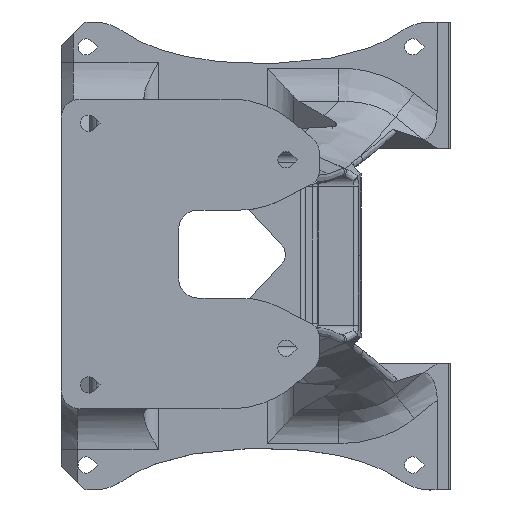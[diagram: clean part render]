
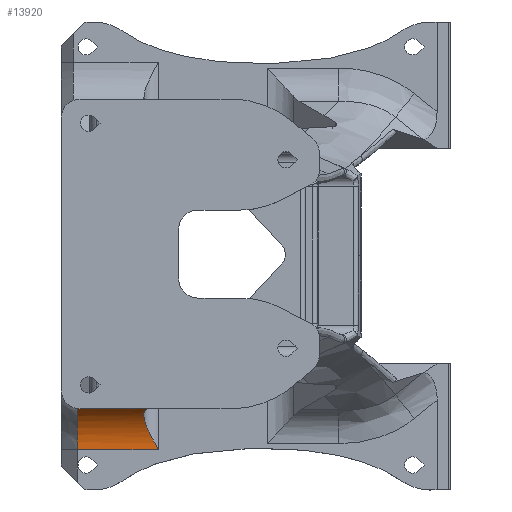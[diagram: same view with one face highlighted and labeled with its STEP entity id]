
A CAD part, top view. The second image highlights one B-rep face of the part: STEP entity #13920.
In plain terms, the highlighted cylindrical face has radius 10.201 mm (diameter 20.401 mm), a partial arc.
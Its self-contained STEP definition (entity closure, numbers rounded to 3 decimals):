
#2879 = EDGE_CURVE ( 'NONE', #8694, #19803, #18166, .T. ) ;
#3085 = CARTESIAN_POINT ( 'NONE',  ( -222.372, 119.235, -392.678 ) ) ;
#3394 = CARTESIAN_POINT ( 'NONE',  ( -221.073, 116.613, -393.518 ) ) ;
#4017 = DIRECTION ( 'NONE',  ( 1., 0., 0. ) ) ;
#4665 = DIRECTION ( 'NONE',  ( -1., 0., 0. ) ) ;
#5275 = AXIS2_PLACEMENT_3D ( 'NONE', #15327, #10494, #5473 ) ;
#5473 = DIRECTION ( 'NONE',  ( 0., 0., 1. ) ) ;
#5519 = CARTESIAN_POINT ( 'NONE',  ( -223.029, 121.094, -391.521 ) ) ;
#5681 = CARTESIAN_POINT ( 'NONE',  ( -222.688, 123.437, -388.95 ) ) ;
#5949 = VECTOR ( 'NONE', #7989, 1000. ) ;
#5997 = CARTESIAN_POINT ( 'NONE',  ( -221.976, 118.376, -393.041 ) ) ;
#6215 = ORIENTED_EDGE ( 'NONE', *, *, #22972, .T. ) ;
#6451 = VERTEX_POINT ( 'NONE', #30514 ) ;
#7952 = CARTESIAN_POINT ( 'NONE',  ( -222.556, 123.555, -388.758 ) ) ;
#7989 = DIRECTION ( 'NONE',  ( 1., 0., 0. ) ) ;
#8106 = CARTESIAN_POINT ( 'NONE',  ( -223.11, 121.482, -391.204 ) ) ;
#8584 = CARTESIAN_POINT ( 'NONE',  ( -220.594, 115.727, -393.636 ) ) ;
#8694 = VERTEX_POINT ( 'NONE', #23523 ) ;
#10494 = DIRECTION ( 'NONE',  ( -1., 0., 0. ) ) ;
#10535 = CARTESIAN_POINT ( 'NONE',  ( -220.105, 114.833, -393.665 ) ) ;
#11945 = CARTESIAN_POINT ( 'NONE',  ( -236.075, 123.919, -388.102 ) ) ;
#12260 = EDGE_CURVE ( 'NONE', #8694, #6451, #21501, .T. ) ;
#12352 = VECTOR ( 'NONE', #4017, 1000. ) ;
#12601 = B_SPLINE_CURVE_WITH_KNOTS ( 'NONE', 3,
 ( #29648, #17323, #24791, #7952, #5681, #16011, #30268, #20703, #20864, #13412, #25907, #28002, #8106, #5519, #15532, #25427, #15847, #28158, #3085, #5997, #13258, #12946, #3394, #8584, #20236, #10535 ),
 .UNSPECIFIED., .F., .F.,
 ( 4, 2, 2, 2, 2, 2, 2, 2, 2, 2, 2, 2, 4 ),
 ( 0., 0.001, 0.002, 0.002, 0.003, 0.004, 0.005, 0.005, 0.006, 0.008, 0.009, 0.011, 0.012 ),
 .UNSPECIFIED. ) ;
#12946 = CARTESIAN_POINT ( 'NONE',  ( -221.307, 117.055, -393.431 ) ) ;
#13258 = CARTESIAN_POINT ( 'NONE',  ( -221.759, 117.937, -393.192 ) ) ;
#13412 = CARTESIAN_POINT ( 'NONE',  ( -223.169, 122.223, -390.5 ) ) ;
#13920 = ADVANCED_FACE ( 'NONE', ( #19388 ), #26367, .F. ) ;
#14040 = DIRECTION ( 'NONE',  ( 0., 0., 1. ) ) ;
#14148 = LINE ( 'NONE', #24038, #5949 ) ;
#15327 = CARTESIAN_POINT ( 'NONE',  ( -237.363, 114.833, -383.464 ) ) ;
#15532 = CARTESIAN_POINT ( 'NONE',  ( -222.977, 120.896, -391.672 ) ) ;
#15797 = ORIENTED_EDGE ( 'NONE', *, *, #12260, .F. ) ;
#15847 = CARTESIAN_POINT ( 'NONE',  ( -222.784, 120.282, -392.091 ) ) ;
#16011 = CARTESIAN_POINT ( 'NONE',  ( -222.899, 123.177, -389.337 ) ) ;
#16796 = CARTESIAN_POINT ( 'NONE',  ( -236.075, 114.833, -383.464 ) ) ;
#17323 = CARTESIAN_POINT ( 'NONE',  ( -222.069, 123.846, -388.245 ) ) ;
#18166 = CIRCLE ( 'NONE', #5275, 10.201 ) ;
#19388 = FACE_OUTER_BOUND ( 'NONE', #20512, .T. ) ;
#19803 = VERTEX_POINT ( 'NONE', #24706 ) ;
#19872 = CARTESIAN_POINT ( 'NONE',  ( -220.105, 114.833, -393.665 ) ) ;
#20236 = CARTESIAN_POINT ( 'NONE',  ( -220.35, 115.28, -393.665 ) ) ;
#20512 = EDGE_LOOP ( 'NONE', ( #27388, #6215, #26287, #15797 ) ) ;
#20703 = CARTESIAN_POINT ( 'NONE',  ( -223.097, 122.726, -389.931 ) ) ;
#20864 = CARTESIAN_POINT ( 'NONE',  ( -223.133, 122.564, -390.124 ) ) ;
#21501 = LINE ( 'NONE', #11945, #12352 ) ;
#22972 = EDGE_CURVE ( 'NONE', #19803, #28753, #14148, .T. ) ;
#23523 = CARTESIAN_POINT ( 'NONE',  ( -237.363, 123.919, -388.102 ) ) ;
#24038 = CARTESIAN_POINT ( 'NONE',  ( 4.348, 114.833, -393.665 ) ) ;
#24706 = CARTESIAN_POINT ( 'NONE',  ( -237.363, 114.833, -393.665 ) ) ;
#24791 = CARTESIAN_POINT ( 'NONE',  ( -222.247, 123.759, -388.406 ) ) ;
#24827 = AXIS2_PLACEMENT_3D ( 'NONE', #16796, #4665, #14040 ) ;
#25427 = CARTESIAN_POINT ( 'NONE',  ( -222.855, 120.49, -391.956 ) ) ;
#25907 = CARTESIAN_POINT ( 'NONE',  ( -223.169, 122.043, -390.685 ) ) ;
#26232 = EDGE_CURVE ( 'NONE', #6451, #28753, #12601, .T. ) ;
#26287 = ORIENTED_EDGE ( 'NONE', *, *, #26232, .F. ) ;
#26367 = CYLINDRICAL_SURFACE ( 'NONE', #24827, 10.201 ) ;
#27388 = ORIENTED_EDGE ( 'NONE', *, *, #2879, .T. ) ;
#28002 = CARTESIAN_POINT ( 'NONE',  ( -223.139, 121.672, -391.037 ) ) ;
#28158 = CARTESIAN_POINT ( 'NONE',  ( -222.552, 119.657, -392.465 ) ) ;
#28753 = VERTEX_POINT ( 'NONE', #19872 ) ;
#29648 = CARTESIAN_POINT ( 'NONE',  ( -221.866, 123.919, -388.102 ) ) ;
#30268 = CARTESIAN_POINT ( 'NONE',  ( -222.98, 123.033, -389.536 ) ) ;
#30514 = CARTESIAN_POINT ( 'NONE',  ( -221.866, 123.919, -388.102 ) ) ;
